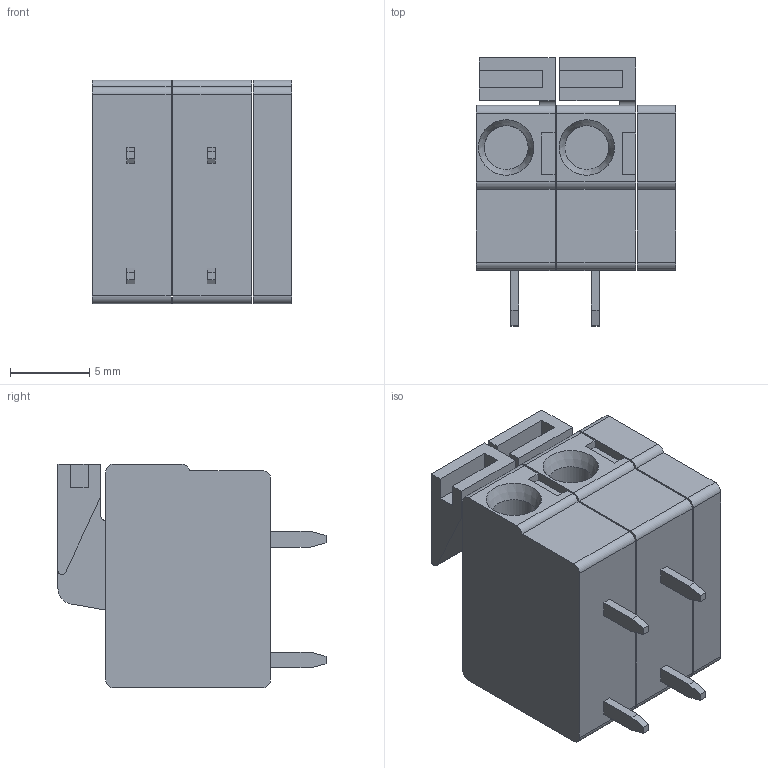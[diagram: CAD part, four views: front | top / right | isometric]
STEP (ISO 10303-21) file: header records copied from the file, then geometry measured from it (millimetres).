
FILE_DESCRIPTION(('STEP AP214'), '1');
FILE_NAME('DG142R-4-5.08', '', ('UNSPECIFIED'), ('UNSPECIFIED'), 'ASCON STEP Converter 1.3', 'ASCON Math Kernel', '');
FILE_SCHEMA(('AUTOMOTIVE_DESIGN { 1 0 10303 214 3 1 1}'));
Length unit declared in the file: millimetre
Products named in the file (1): DG142R-4-5.08
Bounding box: 12.6 x 16.9 x 14.1 mm (x, y, z)
Volume: 1790.6 mm3; surface area: 1978.1 mm2
Topology: 9 solids, 9 shells, 124 faces, 310 edges, 206 vertices
Faces by surface type: plane 99, cylinder 23, cone 2
Full cylindrical faces by diameter (mm): 2.772 x2
Entity records: 4927 total; most frequent: CARTESIAN_POINT 845, ORIENTED_EDGE 612, DIRECTION 600, EDGE_CURVE 306, LINE 258, VECTOR 258, VERTEX_POINT 206, AXIS2_PLACEMENT_3D 171
